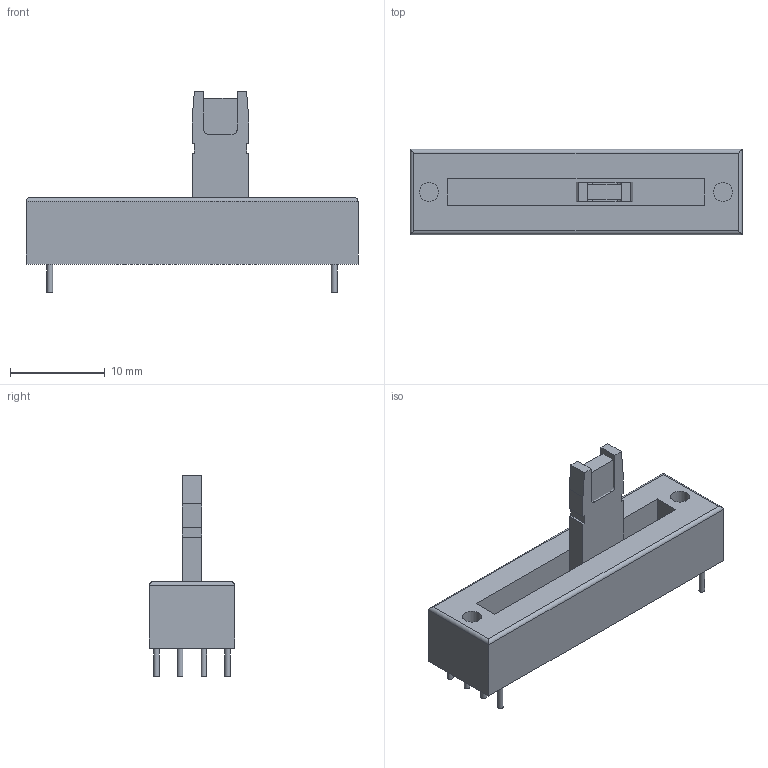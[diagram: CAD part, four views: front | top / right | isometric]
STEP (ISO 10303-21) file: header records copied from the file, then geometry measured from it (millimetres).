
FILE_DESCRIPTION(('FreeCAD Model'),'2;1');
FILE_NAME('Bourns_PTL20.step','2019-10-12T16:49:07',('kicad StepUp'),('ksu MCAD'), 'Open CASCADE STEP processor 7.3','FreeCAD','Unknown');
FILE_SCHEMA(('AUTOMOTIVE_DESIGN { 1 0 10303 214 1 1 1 1 }'));
Length unit declared in the file: millimetre
Products named in the file (1): Bourns_PTL20
Bounding box: 35 x 9 x 21.2 mm (x, y, z)
Volume: 1856.1 mm3; surface area: 2134.3 mm2
Topology: 9 solids, 9 shells, 65 faces, 128 edges, 84 vertices
Faces by surface type: plane 51, cylinder 14
Full cylindrical faces by diameter (mm): 0.6 x6, 2 x2
Entity records: 2108 total; most frequent: DIRECTION 284, CARTESIAN_POINT 278, ORIENTED_EDGE 256, EDGE_CURVE 128, LINE 104, VECTOR 104, AXIS2_PLACEMENT_3D 90, VERTEX_POINT 84
